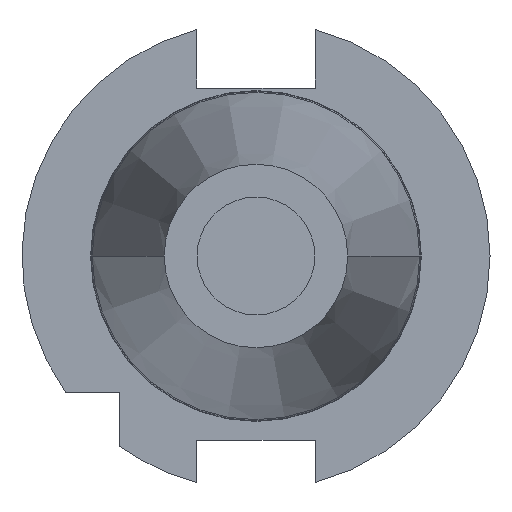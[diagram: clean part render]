
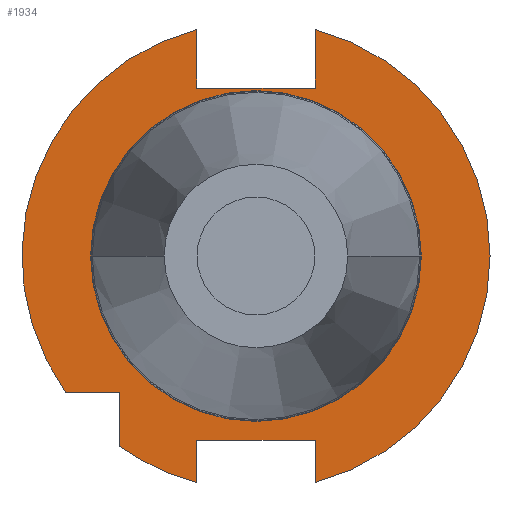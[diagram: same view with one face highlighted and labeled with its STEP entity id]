
A CAD part, left-side view. The second image highlights one B-rep face of the part: STEP entity #1934.
In plain terms, the highlighted planar face has unit normal (-1, 0, 0).
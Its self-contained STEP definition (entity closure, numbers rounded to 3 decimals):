
#769=CARTESIAN_POINT('',(3.2,0.,0.));
#770=DIRECTION('',(-1.,0.,0.));
#771=DIRECTION('',(0.,-0.253,-0.967));
#772=AXIS2_PLACEMENT_3D('',#769,#770,#771);
#814=CARTESIAN_POINT('',(3.2,0.,0.));
#815=DIRECTION('',(-1.,0.,0.));
#816=DIRECTION('',(0.,0.253,0.967));
#817=AXIS2_PLACEMENT_3D('',#814,#815,#816);
#829=CARTESIAN_POINT('',(3.2,0.,0.));
#830=DIRECTION('',(-1.,0.,0.));
#831=DIRECTION('',(0.,0.582,-0.813));
#832=AXIS2_PLACEMENT_3D('',#829,#830,#831);
#852=DIRECTION('',(0.,-1.,0.));
#853=VECTOR('',#852,7.334);
#854=CARTESIAN_POINT('',(3.2,25.834,-18.5));
#855=LINE('',#854,#853);
#859=DIRECTION('',(0.,0.,-1.));
#860=VECTOR('',#859,7.938);
#861=CARTESIAN_POINT('',(3.2,8.05,30.738));
#862=LINE('',#861,#860);
#866=DIRECTION('',(0.,1.,0.));
#867=VECTOR('',#866,16.1);
#868=CARTESIAN_POINT('',(3.2,-8.05,22.8));
#869=LINE('',#868,#867);
#873=DIRECTION('',(0.,0.,-1.));
#874=VECTOR('',#873,7.938);
#875=CARTESIAN_POINT('',(3.2,-8.05,30.738));
#876=LINE('',#875,#874);
#880=DIRECTION('',(0.,0.,1.));
#881=VECTOR('',#880,5.738);
#882=CARTESIAN_POINT('',(3.2,-8.05,-30.738));
#883=LINE('',#882,#881);
#887=DIRECTION('',(0.,1.,0.));
#888=VECTOR('',#887,16.1);
#889=CARTESIAN_POINT('',(3.2,-8.05,-25.));
#890=LINE('',#889,#888);
#894=DIRECTION('',(0.,0.,1.));
#895=VECTOR('',#894,5.738);
#896=CARTESIAN_POINT('',(3.2,8.05,-30.738));
#897=LINE('',#896,#895);
#901=DIRECTION('',(0.,0.,1.));
#902=VECTOR('',#901,7.334);
#903=CARTESIAN_POINT('',(3.2,18.5,-25.834));
#904=LINE('',#903,#902);
#922=CARTESIAN_POINT('',(3.2,0.,0.));
#923=DIRECTION('',(-1.,0.,0.));
#924=DIRECTION('',(0.,1.,0.));
#925=AXIS2_PLACEMENT_3D('',#922,#923,#924);
#930=CARTESIAN_POINT('',(3.2,0.,0.));
#931=DIRECTION('',(1.,0.,0.));
#932=DIRECTION('',(0.,1.,0.));
#933=AXIS2_PLACEMENT_3D('',#930,#931,#932);
#1090=CARTESIAN_POINT('',(3.2,22.334,0.));
#1092=VERTEX_POINT('',#1090);
#1100=CARTESIAN_POINT('',(3.2,-22.334,0.));
#1102=VERTEX_POINT('',#1100);
#1122=CARTESIAN_POINT('',(3.2,8.05,30.738));
#1123=VERTEX_POINT('',#1122);
#1124=CARTESIAN_POINT('',(3.2,-8.05,30.738));
#1125=VERTEX_POINT('',#1124);
#1126=CARTESIAN_POINT('',(3.2,-8.05,22.8));
#1127=CARTESIAN_POINT('',(3.2,8.05,22.8));
#1128=VERTEX_POINT('',#1126);
#1129=VERTEX_POINT('',#1127);
#1160=CARTESIAN_POINT('',(3.2,8.05,-30.738));
#1161=VERTEX_POINT('',#1160);
#1162=CARTESIAN_POINT('',(3.2,-8.05,-30.738));
#1163=VERTEX_POINT('',#1162);
#1164=CARTESIAN_POINT('',(3.2,-8.05,-25.));
#1165=CARTESIAN_POINT('',(3.2,8.05,-25.));
#1166=VERTEX_POINT('',#1164);
#1167=VERTEX_POINT('',#1165);
#1192=CARTESIAN_POINT('',(3.2,25.834,-18.5));
#1193=VERTEX_POINT('',#1192);
#1194=CARTESIAN_POINT('',(3.2,18.5,-25.834));
#1195=VERTEX_POINT('',#1194);
#1196=CARTESIAN_POINT('',(3.2,18.5,-18.5));
#1197=VERTEX_POINT('',#1196);
#1906=CARTESIAN_POINT('',(3.2,0.,0.));
#1907=DIRECTION('',(1.,0.,0.));
#1908=DIRECTION('',(0.,-1.,0.));
#1909=AXIS2_PLACEMENT_3D('',#1906,#1907,#1908);
#1910=PLANE('',#1909);
#1911=ORIENTED_EDGE('',*,*,#1538,.F.);
#1912=ORIENTED_EDGE('',*,*,#1887,.F.);
#1914=ORIENTED_EDGE('',*,*,#1913,.T.);
#1916=ORIENTED_EDGE('',*,*,#1915,.F.);
#1918=ORIENTED_EDGE('',*,*,#1917,.F.);
#1919=ORIENTED_EDGE('',*,*,#1870,.F.);
#1920=ORIENTED_EDGE('',*,*,#1597,.T.);
#1921=ORIENTED_EDGE('',*,*,#1623,.T.);
#1922=ORIENTED_EDGE('',*,*,#1648,.F.);
#1923=ORIENTED_EDGE('',*,*,#1899,.F.);
#1925=ORIENTED_EDGE('',*,*,#1924,.T.);
#1926=EDGE_LOOP('',(#1911,#1912,#1914,#1916,#1918,#1919,#1920,#1921,#1922,#1923,
#1925));
#1927=FACE_OUTER_BOUND('',#1926,.F.);
#1929=ORIENTED_EDGE('',*,*,#1928,.T.);
#1931=ORIENTED_EDGE('',*,*,#1930,.F.);
#1932=EDGE_LOOP('',(#1929,#1931));
#1933=FACE_BOUND('',#1932,.F.);
#773=CIRCLE('',#772,31.775);
#818=CIRCLE('',#817,31.775);
#833=CIRCLE('',#832,31.775);
#926=CIRCLE('',#925,22.334);
#934=CIRCLE('',#933,22.334);
#1538=EDGE_CURVE('',#1193,#1197,#855,.T.);
#1597=EDGE_CURVE('',#1163,#1166,#883,.T.);
#1623=EDGE_CURVE('',#1166,#1167,#890,.T.);
#1648=EDGE_CURVE('',#1161,#1167,#897,.T.);
#1870=EDGE_CURVE('',#1163,#1125,#773,.T.);
#1887=EDGE_CURVE('',#1123,#1193,#818,.T.);
#1899=EDGE_CURVE('',#1195,#1161,#833,.T.);
#1913=EDGE_CURVE('',#1123,#1129,#862,.T.);
#1915=EDGE_CURVE('',#1128,#1129,#869,.T.);
#1917=EDGE_CURVE('',#1125,#1128,#876,.T.);
#1924=EDGE_CURVE('',#1195,#1197,#904,.T.);
#1928=EDGE_CURVE('',#1092,#1102,#926,.T.);
#1930=EDGE_CURVE('',#1092,#1102,#934,.T.);
#1934=ADVANCED_FACE('',(#1927,#1933),#1910,.F.);
